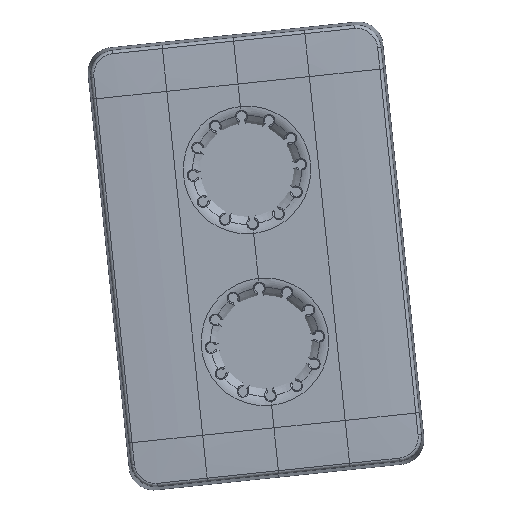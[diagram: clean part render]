
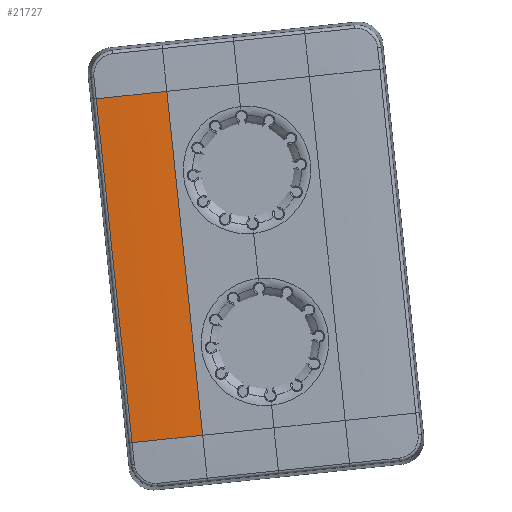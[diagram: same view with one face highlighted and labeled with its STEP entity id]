
A CAD part, top view. The second image highlights one B-rep face of the part: STEP entity #21727.
In plain terms, the highlighted cylindrical face has radius 200 mm (diameter 400 mm), a partial arc.
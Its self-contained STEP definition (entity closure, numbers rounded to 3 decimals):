
#21669=CARTESIAN_POINT('Axis2P3D Location',(-18.052,33.307,-185.)) ;
#21673=CARTESIAN_POINT('Vertex',(-32.353,31.816,14.482)) ;
#21675=CARTESIAN_POINT('Vertex',(-18.052,33.307,15.)) ;
#21697=CARTESIAN_POINT('Axis2P3D Location',(-14.422,-1.504,-185.)) ;
#21702=CARTESIAN_POINT('Line Origine',(-14.422,-1.504,15.)) ;
#21706=CARTESIAN_POINT('Vertex',(-10.792,-36.315,15.)) ;
#21709=CARTESIAN_POINT('Axis2P3D Location',(-10.792,-36.315,-185.)) ;
#21713=CARTESIAN_POINT('Vertex',(-25.093,-37.806,14.482)) ;
#21716=CARTESIAN_POINT('Line Origine',(-28.723,-2.995,14.482)) ;
#21670=DIRECTION('Axis2P3D Direction',(0.104,-0.995,0.)) ;
#21698=DIRECTION('Axis2P3D Direction',(0.104,-0.995,0.)) ;
#21699=DIRECTION('Axis2P3D XDirection',(0.036,0.004,-0.999)) ;
#21703=DIRECTION('Vector Direction',(0.104,-0.995,0.)) ;
#21710=DIRECTION('Axis2P3D Direction',(0.104,-0.995,0.)) ;
#21717=DIRECTION('Vector Direction',(0.104,-0.995,0.)) ;
#21671=AXIS2_PLACEMENT_3D('Circle Axis2P3D',#21669,#21670,$) ;
#21700=AXIS2_PLACEMENT_3D('Cylinder Axis2P3D',#21697,#21698,#21699) ;
#21711=AXIS2_PLACEMENT_3D('Circle Axis2P3D',#21709,#21710,$) ;
#21722=ORIENTED_EDGE('',*,*,#21677,.T.) ;
#21723=ORIENTED_EDGE('',*,*,#21708,.T.) ;
#21724=ORIENTED_EDGE('',*,*,#21715,.T.) ;
#21725=ORIENTED_EDGE('',*,*,#21720,.F.) ;
#21704=VECTOR('Line Direction',#21703,1.) ;
#21718=VECTOR('Line Direction',#21717,1.) ;
#21727=ADVANCED_FACE('Sheet.2',(#21726),#21701,.F.) ;
#21672=CIRCLE('generated circle',#21671,200.) ;
#21712=CIRCLE('generated circle',#21711,200.) ;
#21701=CYLINDRICAL_SURFACE('generated cylinder',#21700,200.) ;
#21677=EDGE_CURVE('',#21674,#21676,#21672,.F.) ;
#21708=EDGE_CURVE('',#21676,#21707,#21705,.T.) ;
#21715=EDGE_CURVE('',#21707,#21714,#21712,.T.) ;
#21720=EDGE_CURVE('',#21674,#21714,#21719,.T.) ;
#21721=EDGE_LOOP('',(#21722,#21723,#21724,#21725)) ;
#21726=FACE_OUTER_BOUND('',#21721,.T.) ;
#21705=LINE('Line',#21702,#21704) ;
#21719=LINE('Line',#21716,#21718) ;
#21674=VERTEX_POINT('',#21673) ;
#21676=VERTEX_POINT('',#21675) ;
#21707=VERTEX_POINT('',#21706) ;
#21714=VERTEX_POINT('',#21713) ;
